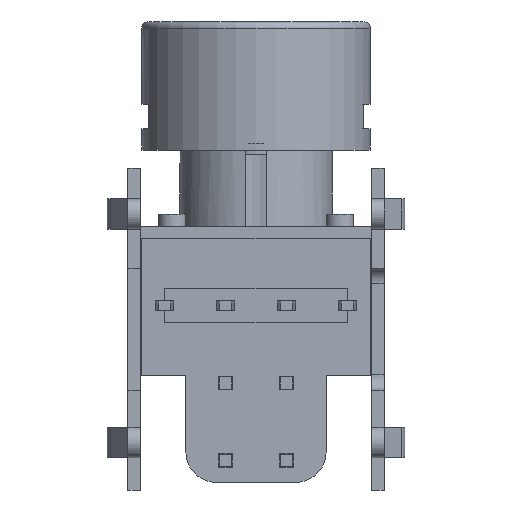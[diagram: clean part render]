
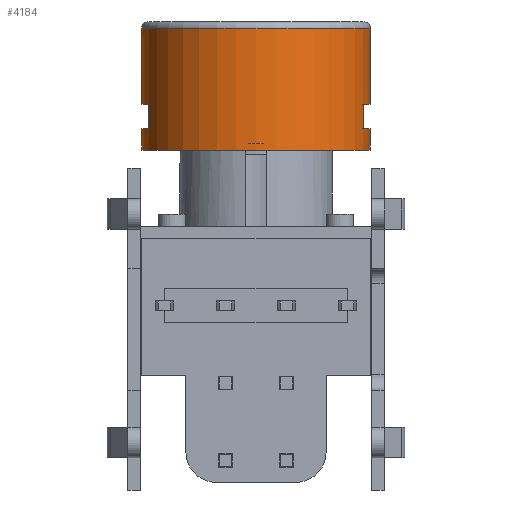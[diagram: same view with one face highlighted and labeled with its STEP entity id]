
A CAD part, left-side view. The second image highlights one B-rep face of the part: STEP entity #4184.
In plain terms, the highlighted cylindrical face has radius 3.75 mm (diameter 7.5 mm), a full revolution.
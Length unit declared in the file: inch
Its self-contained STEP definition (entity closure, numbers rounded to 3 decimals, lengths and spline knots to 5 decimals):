
#2821=CARTESIAN_POINT('',(-0.05118,-0.13848,0.29094));
#2822=VERTEX_POINT('',#2821);
#2829=CARTESIAN_POINT('',(-0.05118,-0.13848,0.25945));
#2830=VERTEX_POINT('',#2829);
#2831=CARTESIAN_POINT('',(-0.05118,-0.13848,0.29094));
#2832=DIRECTION('',(0.0,0.0,-1.0));
#2833=VECTOR('',#2832,0.0315);
#2834=LINE('',#2831,#2833);
#2835=EDGE_CURVE('',#2822,#2830,#2834,.T.);
#2896=CARTESIAN_POINT('',(-0.05118,0.13848,0.29094));
#2897=VERTEX_POINT('',#2896);
#2904=CARTESIAN_POINT('',(0.05118,0.13848,0.29094));
#2905=VERTEX_POINT('',#2904);
#2906=CARTESIAN_POINT('',(0.,0.,0.29094));
#2907=DIRECTION('',(0.0,0.0,-1.0));
#2908=DIRECTION('',(0.0,1.0,0.0));
#2909=AXIS2_PLACEMENT_3D('',#2906,#2907,#2908);
#2910=CIRCLE('',#2909,0.14764);
#2911=EDGE_CURVE('',#2897,#2905,#2910,.T.);
#3442=CARTESIAN_POINT('',(0.05118,-0.13848,0.29094));
#3443=VERTEX_POINT('',#3442);
#3450=CARTESIAN_POINT('',(0.,0.,0.29094));
#3451=DIRECTION('',(0.0,0.0,-1.0));
#3452=DIRECTION('',(0.0,1.0,0.0));
#3453=AXIS2_PLACEMENT_3D('',#3450,#3451,#3452);
#3454=CIRCLE('',#3453,0.14764);
#3455=EDGE_CURVE('',#3443,#2822,#3454,.T.);
#4074=CARTESIAN_POINT('',(0.,-0.14764,0.38937));
#4075=VERTEX_POINT('',#4074);
#4076=CARTESIAN_POINT('',(0.,0.,0.38937));
#4077=DIRECTION('',(0.0,0.0,1.0));
#4078=DIRECTION('',(0.0,1.0,0.0));
#4079=AXIS2_PLACEMENT_3D('',#4076,#4077,#4078);
#4080=CIRCLE('',#4079,0.14764);
#4081=EDGE_CURVE('',#4075,#4075,#4080,.T.);
#4106=CARTESIAN_POINT('',(0.,0.,0.39724));
#4107=DIRECTION('',(0.0,0.0,-1.0));
#4108=DIRECTION('',(0.0,1.0,0.0));
#4109=AXIS2_PLACEMENT_3D('',#4106,#4107,#4108);
#4110=CYLINDRICAL_SURFACE('',#4109,0.14764);
#4111=CARTESIAN_POINT('',(0.14764,0.,0.23189));
#4112=VERTEX_POINT('',#4111);
#4113=CARTESIAN_POINT('',(0.,0.,0.23189));
#4114=DIRECTION('',(0.0,0.0,-1.0));
#4115=DIRECTION('',(0.0,1.0,0.0));
#4116=AXIS2_PLACEMENT_3D('',#4113,#4114,#4115);
#4117=CIRCLE('',#4116,0.14764);
#4118=EDGE_CURVE('',#4112,#4112,#4117,.T.);
#4119=ORIENTED_EDGE('',*,*,#4118,.F.);
#4120=CARTESIAN_POINT('',(0.14764,0.,0.23976));
#4121=VERTEX_POINT('',#4120);
#4122=CARTESIAN_POINT('',(0.14764,0.,0.23976));
#4123=DIRECTION('',(0.0,0.0,-1.0));
#4124=VECTOR('',#4123,0.00787);
#4125=LINE('',#4122,#4124);
#4126=EDGE_CURVE('',#4121,#4112,#4125,.T.);
#4127=ORIENTED_EDGE('',*,*,#4126,.F.);
#4128=CARTESIAN_POINT('',(0.14764,0.,0.23976));
#4129=DIRECTION('',(0.0,0.0,-1.0));
#4130=VECTOR('',#4129,0.00787);
#4131=LINE('',#4128,#4130);
#4132=EDGE_CURVE('',#4121,#4112,#4131,.T.);
#4133=ORIENTED_EDGE('',*,*,#4132,.T.);
#4134=EDGE_LOOP('',(#4119,#4127,#4133));
#4135=FACE_OUTER_BOUND('',#4134,.T.);
#4136=CARTESIAN_POINT('',(0.05118,0.13848,0.25945));
#4137=VERTEX_POINT('',#4136);
#4138=CARTESIAN_POINT('',(-0.05118,0.13848,0.25945));
#4139=VERTEX_POINT('',#4138);
#4140=CARTESIAN_POINT('',(0.,0.,0.25945));
#4141=DIRECTION('',(0.0,0.0,1.0));
#4142=DIRECTION('',(0.0,1.0,0.0));
#4143=AXIS2_PLACEMENT_3D('',#4140,#4141,#4142);
#4144=CIRCLE('',#4143,0.14764);
#4145=EDGE_CURVE('',#4137,#4139,#4144,.T.);
#4146=ORIENTED_EDGE('',*,*,#4145,.F.);
#4147=CARTESIAN_POINT('',(0.05118,0.13848,0.29094));
#4148=DIRECTION('',(0.0,0.0,-1.0));
#4149=VECTOR('',#4148,0.0315);
#4150=LINE('',#4147,#4149);
#4151=EDGE_CURVE('',#2905,#4137,#4150,.T.);
#4152=ORIENTED_EDGE('',*,*,#4151,.F.);
#4153=ORIENTED_EDGE('',*,*,#2911,.F.);
#4154=CARTESIAN_POINT('',(-0.05118,0.13848,0.25945));
#4155=DIRECTION('',(0.0,0.0,1.0));
#4156=VECTOR('',#4155,0.0315);
#4157=LINE('',#4154,#4156);
#4158=EDGE_CURVE('',#4139,#2897,#4157,.T.);
#4159=ORIENTED_EDGE('',*,*,#4158,.F.);
#4160=EDGE_LOOP('',(#4146,#4152,#4153,#4159));
#4161=FACE_BOUND('',#4160,.T.);
#4162=ORIENTED_EDGE('',*,*,#4081,.F.);
#4163=EDGE_LOOP('',(#4162));
#4164=FACE_BOUND('',#4163,.T.);
#4165=ORIENTED_EDGE('',*,*,#3455,.F.);
#4166=CARTESIAN_POINT('',(0.05118,-0.13848,0.25945));
#4167=VERTEX_POINT('',#4166);
#4168=CARTESIAN_POINT('',(0.05118,-0.13848,0.25945));
#4169=DIRECTION('',(0.0,0.0,1.0));
#4170=VECTOR('',#4169,0.0315);
#4171=LINE('',#4168,#4170);
#4172=EDGE_CURVE('',#4167,#3443,#4171,.T.);
#4173=ORIENTED_EDGE('',*,*,#4172,.F.);
#4174=CARTESIAN_POINT('',(0.,0.,0.25945));
#4175=DIRECTION('',(0.0,0.0,1.0));
#4176=DIRECTION('',(0.0,1.0,0.0));
#4177=AXIS2_PLACEMENT_3D('',#4174,#4175,#4176);
#4178=CIRCLE('',#4177,0.14764);
#4179=EDGE_CURVE('',#2830,#4167,#4178,.T.);
#4180=ORIENTED_EDGE('',*,*,#4179,.F.);
#4181=ORIENTED_EDGE('',*,*,#2835,.F.);
#4182=EDGE_LOOP('',(#4165,#4173,#4180,#4181));
#4183=FACE_BOUND('',#4182,.T.);
#4184=ADVANCED_FACE('',(#4135,#4161,#4164,#4183),#4110,.T.);
